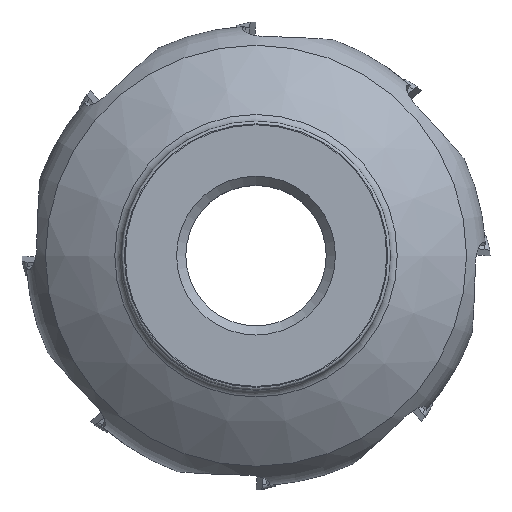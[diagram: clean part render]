
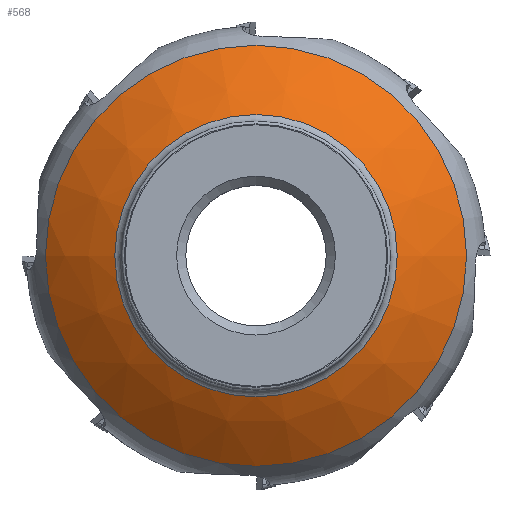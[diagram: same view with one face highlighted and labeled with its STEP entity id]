
A CAD part, top view. The second image highlights one B-rep face of the part: STEP entity #568.
In plain terms, the highlighted face is a revolution surface.
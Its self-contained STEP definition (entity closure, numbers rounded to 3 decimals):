
#149=SURFACE_OF_REVOLUTION('',#153,#151);
#151=AXIS1_PLACEMENT('',#5308,#3629);
#153=(
BOUNDED_CURVE()
B_SPLINE_CURVE(3,(#5304,#5305,#5306,#5307),.UNSPECIFIED.,.F.,.F.)
B_SPLINE_CURVE_WITH_KNOTS((4,4),(0.,1.),.UNSPECIFIED.)
CURVE()
GEOMETRIC_REPRESENTATION_ITEM()
RATIONAL_B_SPLINE_CURVE((1.,0.976,0.976,1.))
REPRESENTATION_ITEM('')
);
#173=FACE_BOUND('',#898,.T.);
#174=FACE_BOUND('',#899,.T.);
#568=ADVANCED_FACE('SU_3',(#173,#174),#149,.F.);
#898=EDGE_LOOP('',(#1535));
#899=EDGE_LOOP('',(#1536));
#1535=ORIENTED_EDGE('',*,*,#2606,.T.);
#1536=ORIENTED_EDGE('',*,*,#2605,.F.);
#2265=VERTEX_POINT('',#5296);
#2266=VERTEX_POINT('',#5303);
#2605=EDGE_CURVE('',#2265,#2265,#2827,.T.);
#2606=EDGE_CURVE('',#2266,#2266,#2828,.T.);
#2827=CIRCLE('',#3141,57.137);
#2828=CIRCLE('',#3142,38.316);
#3141=AXIS2_PLACEMENT_3D('',#5295,#3624,#3625);
#3142=AXIS2_PLACEMENT_3D('',#5302,#3627,#3628);
#3624=DIRECTION('',(0.,0.,-1.));
#3625=DIRECTION('',(-1.,0.,0.));
#3627=DIRECTION('',(0.,0.,-1.));
#3628=DIRECTION('',(-1.,0.,0.));
#3629=DIRECTION('',(0.,0.,-1.));
#5295=CARTESIAN_POINT('',(0.,0.,-34.553));
#5296=CARTESIAN_POINT('',(-57.137,0.,-34.553));
#5302=CARTESIAN_POINT('',(0.,0.,-21.888));
#5303=CARTESIAN_POINT('',(-38.316,0.,-21.888));
#5304=CARTESIAN_POINT('',(-57.137,0.,-34.553));
#5305=CARTESIAN_POINT('',(-52.404,0.,-29.979));
#5306=CARTESIAN_POINT('',(-45.976,0.,-25.653));
#5307=CARTESIAN_POINT('',(-38.316,0.,-21.888));
#5308=CARTESIAN_POINT('',(0.,0.,-46.9));
